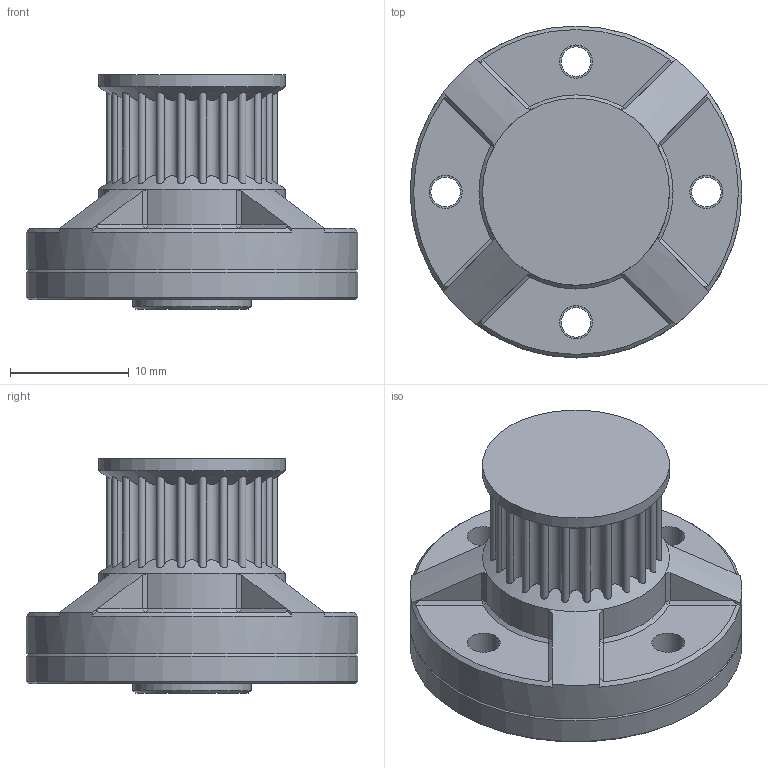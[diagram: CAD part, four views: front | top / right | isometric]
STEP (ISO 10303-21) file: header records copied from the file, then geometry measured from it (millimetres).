
FILE_DESCRIPTION(/* description */ (''),/* implementation_level */ '2;1');
FILE_NAME(/* name */ 'pulley_ASM v1.step',/* time_stamp */ '2025-07-08T16:43:21+02:00',/* author */ (''),/* organization */ (''),/* preprocessor_version */ 'ST-DEVELOPER v20.1',/* originating_system */ 'Autodesk Translation Framework v14.4.0.0',/* authorisation */ '');
FILE_SCHEMA (('AUTOMOTIVE_DESIGN { 1 0 10303 214 3 1 1 }'));
Length unit declared in the file: millimetre
Products named in the file (3): pulley_ASM; Dynamixel_mplate; GT2_Pulley v1
Assembly tree (2 placements, depth 2):
  pulley_ASM
    Dynamixel_mplate
    GT2_Pulley v1
Bounding box: 28 x 28 x 19.75 mm (x, y, z)
Volume: 5427 mm3; surface area: 4283.8 mm2
Topology: 2 solids, 2 shells, 137 faces, 365 edges, 235 vertices
Faces by surface type: cylinder 75, plane 43, cone 19
Full cylindrical faces by diameter (mm): 2 x4, 2.5 x8, 2.8 x4, 3 x1, 10 x2, 10.6 x1, 15.779 x1, 28 x2
Entity records: 6030 total; most frequent: CARTESIAN_POINT 2713, ORIENTED_EDGE 730, DIRECTION 590, EDGE_CURVE 365, VERTEX_POINT 235, AXIS2_PLACEMENT_3D 228, EDGE_LOOP 174, FACE_OUTER_BOUND 137
